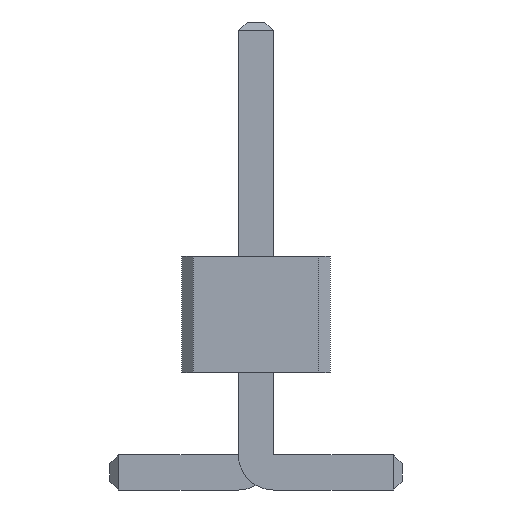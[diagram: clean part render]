
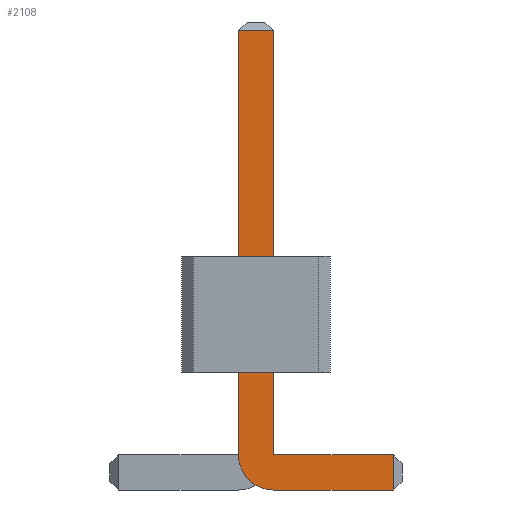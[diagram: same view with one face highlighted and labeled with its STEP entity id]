
A CAD part, front view. The second image highlights one B-rep face of the part: STEP entity #2108.
In plain terms, the highlighted planar face has unit normal (0, -1, 0).
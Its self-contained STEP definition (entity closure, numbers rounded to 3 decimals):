
#67=DIRECTION('',(1.,0.,0.));
#896=VECTOR('',#67,1.);
#949=DIRECTION('',(-1.,0.,0.));
#1775=VECTOR('',#949,1.);
#1918=DIRECTION('',(-0.,1.,0.));
#1919=DIRECTION('',(0.,0.,-1.));
#1926=VECTOR('',#1927,1.);
#1927=DIRECTION('',(0.,0.,1.));
#1938=VECTOR('',#1919,1.);
#1950=DIRECTION('',(0.,1.,0.));
#1951=DIRECTION('',(1.,0.,0.));
#1958=VERTEX_POINT('',#1959);
#1959=CARTESIAN_POINT('',(1.175,-7.15,0.));
#1962=ORIENTED_EDGE('',*,*,#1963,.T.);
#1963=EDGE_CURVE('',#1958,#1964,#1966,.T.);
#1964=VERTEX_POINT('',#1965);
#1965=CARTESIAN_POINT('',(0.15,-7.15,0.));
#1966=LINE('',#1967,#1775);
#1967=CARTESIAN_POINT('',(1.25,-7.15,0.));
#2004=VERTEX_POINT('',#2005);
#2005=CARTESIAN_POINT('',(-0.15,-7.15,0.3));
#2008=EDGE_CURVE('',#1964,#2004,#2009,.T.);
#2009=CIRCLE('',#2010,0.3);
#2010=AXIS2_PLACEMENT_3D('',#2011,#1918,#1919);
#2011=CARTESIAN_POINT('',(0.15,-7.15,0.3));
#2020=VERTEX_POINT('',#2011);
#2022=ORIENTED_EDGE('',*,*,#2023,.T.);
#2023=EDGE_CURVE('',#2020,#2024,#2026,.T.);
#2024=VERTEX_POINT('',#2025);
#2025=CARTESIAN_POINT('',(1.175,-7.15,0.3));
#2026=LINE('',#2011,#896);
#2036=ORIENTED_EDGE('',*,*,#2037,.T.);
#2037=EDGE_CURVE('',#2004,#2038,#2040,.T.);
#2038=VERTEX_POINT('',#2039);
#2039=CARTESIAN_POINT('',(-0.15,-7.15,3.925));
#2040=LINE('',#2041,#1926);
#2041=CARTESIAN_POINT('',(-0.15,-7.15,0.));
#2054=VERTEX_POINT('',#2055);
#2055=CARTESIAN_POINT('',(0.15,-7.15,3.925));
#2057=ORIENTED_EDGE('',*,*,#2058,.T.);
#2058=EDGE_CURVE('',#2054,#2020,#2059,.T.);
#2059=LINE('',#2060,#1938);
#2060=CARTESIAN_POINT('',(0.15,-7.15,4.));
#2108=ADVANCED_FACE('',(#2109),#2118,.F.);
#2109=FACE_BOUND('',#2110,.F.);
#2110=EDGE_LOOP('',(#1962,#2111,#2036,#2112,#2057,#2022,#2115));
#2111=ORIENTED_EDGE('',*,*,#2008,.T.);
#2112=ORIENTED_EDGE('',*,*,#2113,.T.);
#2113=EDGE_CURVE('',#2038,#2054,#2114,.T.);
#2114=LINE('',#2039,#896);
#2115=ORIENTED_EDGE('',*,*,#2116,.T.);
#2116=EDGE_CURVE('',#2024,#1958,#2117,.T.);
#2117=LINE('',#2025,#1938);
#2118=PLANE('',#2119);
#2119=AXIS2_PLACEMENT_3D('',#2120,#1950,#1951);
#2120=CARTESIAN_POINT('',(0.173,-7.15,1.623));
